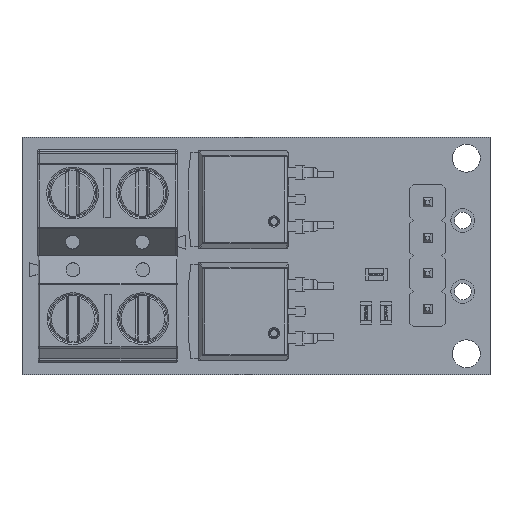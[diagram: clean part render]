
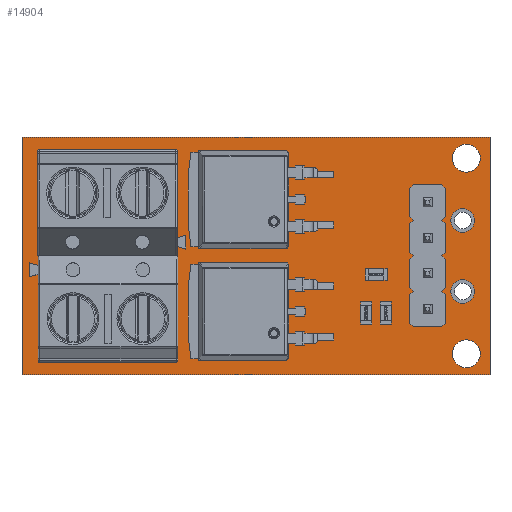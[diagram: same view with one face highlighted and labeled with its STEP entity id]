
A CAD part, top view. The second image highlights one B-rep face of the part: STEP entity #14904.
In plain terms, the highlighted planar face has unit normal (0, 0, 1).
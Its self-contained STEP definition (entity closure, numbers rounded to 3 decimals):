
#310=CIRCLE('',#15905,0.85);
#316=CIRCLE('',#15915,0.75);
#322=CIRCLE('',#15925,0.75);
#328=CIRCLE('',#15935,0.75);
#334=CIRCLE('',#15945,0.85);
#340=CIRCLE('',#15955,0.85);
#346=CIRCLE('',#15965,0.85);
#352=CIRCLE('',#15975,0.85);
#358=CIRCLE('',#15985,0.75);
#364=CIRCLE('',#15995,0.85);
#367=CIRCLE('',#16001,1.);
#369=CIRCLE('',#16013,1.);
#723=FACE_BOUND('',#2615,.T.);
#724=FACE_BOUND('',#2616,.T.);
#725=FACE_BOUND('',#2617,.T.);
#726=FACE_BOUND('',#2618,.T.);
#727=FACE_BOUND('',#2619,.T.);
#728=FACE_BOUND('',#2620,.T.);
#729=FACE_BOUND('',#2621,.T.);
#730=FACE_BOUND('',#2622,.T.);
#731=FACE_BOUND('',#2623,.T.);
#732=FACE_BOUND('',#2624,.T.);
#733=FACE_BOUND('',#2625,.T.);
#734=FACE_BOUND('',#2626,.T.);
#1737=FACE_OUTER_BOUND('',#2614,.T.);
#2614=EDGE_LOOP('',(#13447,#13448,#13449,#13450));
#2615=EDGE_LOOP('',(#13451));
#2616=EDGE_LOOP('',(#13452));
#2617=EDGE_LOOP('',(#13453));
#2618=EDGE_LOOP('',(#13454));
#2619=EDGE_LOOP('',(#13455));
#2620=EDGE_LOOP('',(#13456));
#2621=EDGE_LOOP('',(#13457));
#2622=EDGE_LOOP('',(#13458));
#2623=EDGE_LOOP('',(#13459));
#2624=EDGE_LOOP('',(#13460));
#2625=EDGE_LOOP('',(#13461));
#2626=EDGE_LOOP('',(#13462));
#4293=LINE('',#27550,#5956);
#4296=LINE('',#27556,#5959);
#4299=LINE('',#27562,#5962);
#4302=LINE('',#27566,#5965);
#5956=VECTOR('',#19783,10.);
#5959=VECTOR('',#19788,10.);
#5962=VECTOR('',#19793,10.);
#5965=VECTOR('',#19798,10.);
#7215=VERTEX_POINT('',#27340);
#7221=VERTEX_POINT('',#27358);
#7227=VERTEX_POINT('',#27376);
#7233=VERTEX_POINT('',#27394);
#7239=VERTEX_POINT('',#27412);
#7245=VERTEX_POINT('',#27430);
#7251=VERTEX_POINT('',#27448);
#7257=VERTEX_POINT('',#27466);
#7263=VERTEX_POINT('',#27484);
#7269=VERTEX_POINT('',#27502);
#7272=VERTEX_POINT('',#27512);
#7274=VERTEX_POINT('',#27536);
#7278=VERTEX_POINT('',#27547);
#7279=VERTEX_POINT('',#27549);
#7281=VERTEX_POINT('',#27555);
#7283=VERTEX_POINT('',#27561);
#9246=EDGE_CURVE('',#7215,#7215,#310,.T.);
#9254=EDGE_CURVE('',#7221,#7221,#316,.T.);
#9262=EDGE_CURVE('',#7227,#7227,#322,.T.);
#9270=EDGE_CURVE('',#7233,#7233,#328,.T.);
#9278=EDGE_CURVE('',#7239,#7239,#334,.T.);
#9286=EDGE_CURVE('',#7245,#7245,#340,.T.);
#9294=EDGE_CURVE('',#7251,#7251,#346,.T.);
#9302=EDGE_CURVE('',#7257,#7257,#352,.T.);
#9310=EDGE_CURVE('',#7263,#7263,#358,.T.);
#9318=EDGE_CURVE('',#7269,#7269,#364,.T.);
#9321=EDGE_CURVE('',#7272,#7272,#367,.T.);
#9333=EDGE_CURVE('',#7274,#7274,#369,.T.);
#9339=EDGE_CURVE('',#7279,#7278,#4293,.T.);
#9342=EDGE_CURVE('',#7281,#7279,#4296,.T.);
#9345=EDGE_CURVE('',#7283,#7281,#4299,.T.);
#9348=EDGE_CURVE('',#7278,#7283,#4302,.T.);
#13447=ORIENTED_EDGE('',*,*,#9348,.T.);
#13448=ORIENTED_EDGE('',*,*,#9345,.T.);
#13449=ORIENTED_EDGE('',*,*,#9342,.T.);
#13450=ORIENTED_EDGE('',*,*,#9339,.T.);
#13451=ORIENTED_EDGE('',*,*,#9246,.T.);
#13452=ORIENTED_EDGE('',*,*,#9254,.T.);
#13453=ORIENTED_EDGE('',*,*,#9262,.T.);
#13454=ORIENTED_EDGE('',*,*,#9270,.T.);
#13455=ORIENTED_EDGE('',*,*,#9278,.T.);
#13456=ORIENTED_EDGE('',*,*,#9286,.T.);
#13457=ORIENTED_EDGE('',*,*,#9294,.T.);
#13458=ORIENTED_EDGE('',*,*,#9302,.T.);
#13459=ORIENTED_EDGE('',*,*,#9310,.T.);
#13460=ORIENTED_EDGE('',*,*,#9318,.T.);
#13461=ORIENTED_EDGE('',*,*,#9333,.T.);
#13462=ORIENTED_EDGE('',*,*,#9321,.T.);
#14083=PLANE('',#16020);
#14904=ADVANCED_FACE('',(#1737,#723,#724,#725,#726,#727,#728,#729,#730,
#731,#732,#733,#734),#14083,.T.);
#15905=AXIS2_PLACEMENT_3D('',#27342,#19527,#19528);
#15915=AXIS2_PLACEMENT_3D('',#27360,#19549,#19550);
#15925=AXIS2_PLACEMENT_3D('',#27378,#19571,#19572);
#15935=AXIS2_PLACEMENT_3D('',#27396,#19593,#19594);
#15945=AXIS2_PLACEMENT_3D('',#27414,#19615,#19616);
#15955=AXIS2_PLACEMENT_3D('',#27432,#19637,#19638);
#15965=AXIS2_PLACEMENT_3D('',#27450,#19659,#19660);
#15975=AXIS2_PLACEMENT_3D('',#27468,#19681,#19682);
#15985=AXIS2_PLACEMENT_3D('',#27486,#19703,#19704);
#15995=AXIS2_PLACEMENT_3D('',#27504,#19725,#19726);
#16001=AXIS2_PLACEMENT_3D('',#27513,#19737,#19738);
#16013=AXIS2_PLACEMENT_3D('',#27537,#19771,#19772);
#16020=AXIS2_PLACEMENT_3D('',#27567,#19799,#19800);
#19527=DIRECTION('center_axis',(0.,0.,-1.));
#19528=DIRECTION('ref_axis',(1.,0.,0.));
#19549=DIRECTION('center_axis',(0.,0.,-1.));
#19550=DIRECTION('ref_axis',(1.,0.,0.));
#19571=DIRECTION('center_axis',(0.,0.,-1.));
#19572=DIRECTION('ref_axis',(1.,0.,0.));
#19593=DIRECTION('center_axis',(0.,0.,-1.));
#19594=DIRECTION('ref_axis',(1.,0.,0.));
#19615=DIRECTION('center_axis',(0.,0.,-1.));
#19616=DIRECTION('ref_axis',(1.,0.,0.));
#19637=DIRECTION('center_axis',(0.,0.,-1.));
#19638=DIRECTION('ref_axis',(1.,0.,0.));
#19659=DIRECTION('center_axis',(0.,0.,-1.));
#19660=DIRECTION('ref_axis',(1.,0.,0.));
#19681=DIRECTION('center_axis',(0.,0.,-1.));
#19682=DIRECTION('ref_axis',(1.,0.,0.));
#19703=DIRECTION('center_axis',(0.,0.,-1.));
#19704=DIRECTION('ref_axis',(1.,0.,0.));
#19725=DIRECTION('center_axis',(0.,0.,-1.));
#19726=DIRECTION('ref_axis',(1.,0.,0.));
#19737=DIRECTION('center_axis',(0.,0.,-1.));
#19738=DIRECTION('ref_axis',(1.,0.,0.));
#19771=DIRECTION('center_axis',(0.,0.,-1.));
#19772=DIRECTION('ref_axis',(1.,0.,0.));
#19783=DIRECTION('',(0.,-1.,0.));
#19788=DIRECTION('',(-1.,0.,0.));
#19793=DIRECTION('',(0.,1.,0.));
#19798=DIRECTION('',(1.,0.,0.));
#19799=DIRECTION('center_axis',(0.,0.,1.));
#19800=DIRECTION('ref_axis',(1.,0.,0.));
#27340=CARTESIAN_POINT('',(-8.91,4.445,1.6));
#27342=CARTESIAN_POINT('Origin',(-8.06,4.445,1.6));
#27358=CARTESIAN_POINT('',(11.51,3.81,1.6));
#27360=CARTESIAN_POINT('Origin',(12.26,3.81,1.6));
#27376=CARTESIAN_POINT('',(11.51,-3.81,1.6));
#27378=CARTESIAN_POINT('Origin',(12.26,-3.81,1.6));
#27394=CARTESIAN_POINT('',(11.51,-1.27,1.6));
#27396=CARTESIAN_POINT('Origin',(12.26,-1.27,1.6));
#27412=CARTESIAN_POINT('',(-13.99,-4.445,1.6));
#27414=CARTESIAN_POINT('Origin',(-13.14,-4.445,1.6));
#27430=CARTESIAN_POINT('',(-13.99,4.445,1.6));
#27432=CARTESIAN_POINT('Origin',(-13.14,4.445,1.6));
#27448=CARTESIAN_POINT('',(13.95,2.54,1.6));
#27450=CARTESIAN_POINT('Origin',(14.8,2.54,1.6));
#27466=CARTESIAN_POINT('',(13.95,-2.54,1.6));
#27468=CARTESIAN_POINT('Origin',(14.8,-2.54,1.6));
#27484=CARTESIAN_POINT('',(11.51,1.27,1.6));
#27486=CARTESIAN_POINT('Origin',(12.26,1.27,1.6));
#27502=CARTESIAN_POINT('',(-8.91,-4.445,1.6));
#27504=CARTESIAN_POINT('Origin',(-8.06,-4.445,1.6));
#27512=CARTESIAN_POINT('',(14.05,7.,1.6));
#27513=CARTESIAN_POINT('Origin',(15.05,7.,1.6));
#27536=CARTESIAN_POINT('',(14.05,-7.,1.6));
#27537=CARTESIAN_POINT('Origin',(15.05,-7.,1.6));
#27547=CARTESIAN_POINT('',(-16.75,-8.5,1.6));
#27549=CARTESIAN_POINT('',(-16.75,8.5,1.6));
#27550=CARTESIAN_POINT('',(-16.75,-8.5,1.6));
#27555=CARTESIAN_POINT('',(16.75,8.5,1.6));
#27556=CARTESIAN_POINT('',(-16.75,8.5,1.6));
#27561=CARTESIAN_POINT('',(16.75,-8.5,1.6));
#27562=CARTESIAN_POINT('',(16.75,8.5,1.6));
#27566=CARTESIAN_POINT('',(16.75,-8.5,1.6));
#27567=CARTESIAN_POINT('Origin',(0.,0.,1.6));
